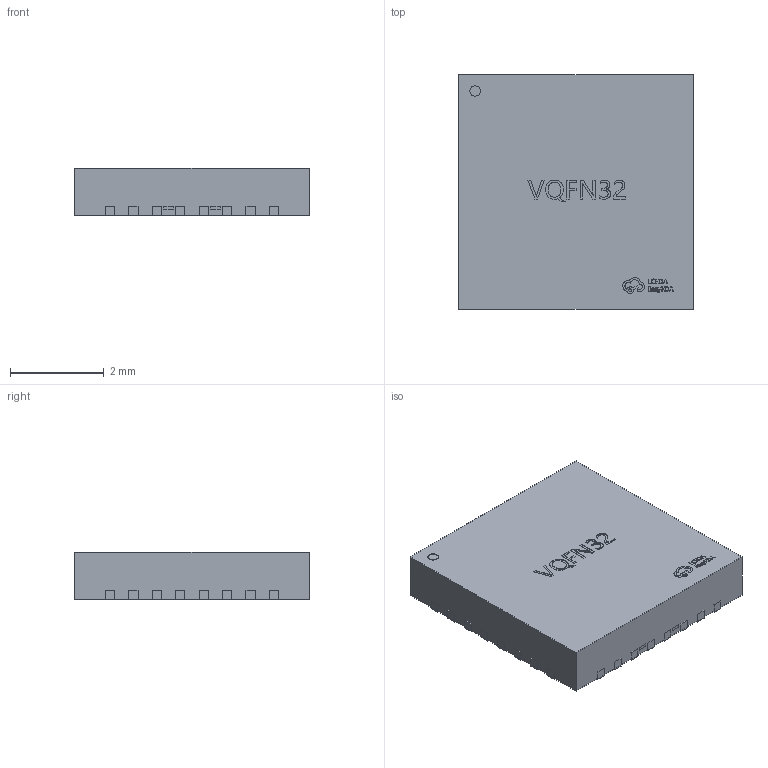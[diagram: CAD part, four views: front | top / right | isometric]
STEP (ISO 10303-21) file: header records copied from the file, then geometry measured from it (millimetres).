
FILE_DESCRIPTION (( 'STEP AP214' ), '1' );
FILE_NAME ('VQFN-32_L5.0-W5.0-H1.0-P0.50.step', '2022-07-15T04:12:35', ( '' ), ( '' ), 'SwSTEP 2.0', 'SolidWorks 2020', '' );
FILE_SCHEMA (( 'AUTOMOTIVE_DESIGN' ));
Length unit declared in the file: millimetre
Products named in the file (1): VQFN-32_L5.0-W5.0-H1.0-P0.50
Bounding box: 5.02 x 5.02 x 1.02 mm (x, y, z)
Volume: 25.4 mm3; surface area: 79.8 mm2
Topology: 46 solids, 46 shells, 588 faces, 1437 edges, 958 vertices
Faces by surface type: plane 406, bspline 148, cylinder 34
Entity records: 27012 total; most frequent: CARTESIAN_POINT 7140, ORIENTED_EDGE 2874, DIRECTION 2087, EDGE_CURVE 1437, LINE 1069, VECTOR 1069, VERTEX_POINT 958, UNCERTAINTY_MEASURE_WITH_UNIT 636
